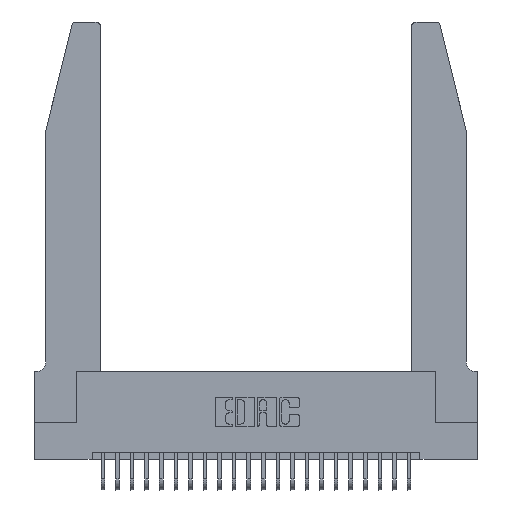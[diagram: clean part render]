
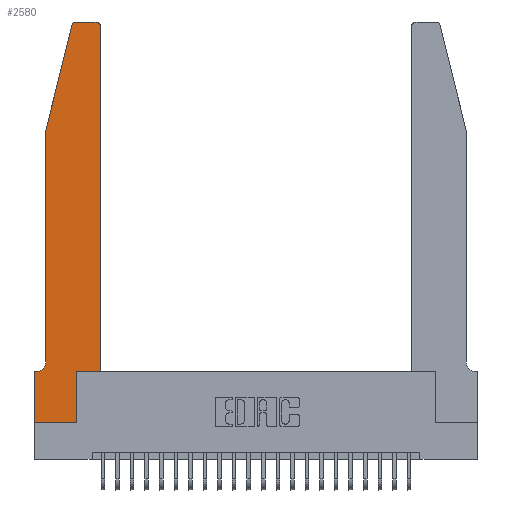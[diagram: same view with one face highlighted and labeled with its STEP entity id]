
A CAD part, top view. The second image highlights one B-rep face of the part: STEP entity #2580.
In plain terms, the highlighted planar face has unit normal (0, 0, 1).
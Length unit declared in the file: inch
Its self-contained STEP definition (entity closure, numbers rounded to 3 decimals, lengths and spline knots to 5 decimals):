
#162 = CARTESIAN_POINT ( 'NONE',  ( 0.2865, 0.35, 0.37 ) ) ;
#584 = CARTESIAN_POINT ( 'NONE',  ( 0.0755, 2., 0.37 ) ) ;
#643 = ORIENTED_EDGE ( 'NONE', *, *, #9488, .T. ) ;
#772 = ORIENTED_EDGE ( 'NONE', *, *, #11927, .T. ) ;
#966 = CARTESIAN_POINT ( 'NONE',  ( 0., 0.35, 0.37 ) ) ;
#1422 = LINE ( 'NONE', #10676, #16427 ) ;
#1891 = ORIENTED_EDGE ( 'NONE', *, *, #4690, .T. ) ;
#1900 = EDGE_CURVE ( 'NONE', #21773, #18623, #4111, .T. ) ;
#1934 = ORIENTED_EDGE ( 'NONE', *, *, #8306, .T. ) ;
#2093 = VERTEX_POINT ( 'NONE', #12620 ) ;
#2491 = VECTOR ( 'NONE', #17685, 39.37008 ) ;
#2580 = ADVANCED_FACE ( 'NONE', ( #14578 ), #22179, .T. ) ;
#3362 = ORIENTED_EDGE ( 'NONE', *, *, #23581, .T. ) ;
#3369 = DIRECTION ( 'NONE',  ( 1., 0., 0. ) ) ;
#3761 = EDGE_CURVE ( 'NONE', #25977, #20019, #12633, .T. ) ;
#3816 = CARTESIAN_POINT ( 'NONE',  ( 0.284, 2.72, 0.37 ) ) ;
#4111 = LINE ( 'NONE', #11925, #2491 ) ;
#4253 = CARTESIAN_POINT ( 'NONE',  ( 0.4505, 0.35, 0.37 ) ) ;
#4690 = EDGE_CURVE ( 'NONE', #26241, #25977, #1422, .T. ) ;
#5004 = DIRECTION ( 'NONE',  ( 0., 0., 1. ) ) ;
#5559 = ORIENTED_EDGE ( 'NONE', *, *, #9131, .T. ) ;
#5596 = CARTESIAN_POINT ( 'NONE',  ( 0.4505, 2.72, 0.37 ) ) ;
#5658 = CIRCLE ( 'NONE', #12273, 0.03 ) ;
#6091 = VECTOR ( 'NONE', #25912, 39.37008 ) ;
#6371 = LINE ( 'NONE', #8220, #15250 ) ;
#6418 = VECTOR ( 'NONE', #9769, 39.37008 ) ;
#6444 = VERTEX_POINT ( 'NONE', #23187 ) ;
#6449 = DIRECTION ( 'NONE',  ( 0., -1., 0. ) ) ;
#6546 = CARTESIAN_POINT ( 'NONE',  ( 0., 0.35, 0.37 ) ) ;
#6997 = LINE ( 'NONE', #14767, #17173 ) ;
#7537 = DIRECTION ( 'NONE',  ( -1., 0., 0. ) ) ;
#8220 = CARTESIAN_POINT ( 'NONE',  ( 0., 0., 0.37 ) ) ;
#8306 = EDGE_CURVE ( 'NONE', #18623, #14920, #11494, .T. ) ;
#8581 = LINE ( 'NONE', #14847, #6418 ) ;
#9072 = CARTESIAN_POINT ( 'NONE',  ( 0.0755, 0.42, 0.37 ) ) ;
#9131 = EDGE_CURVE ( 'NONE', #20019, #2093, #8581, .T. ) ;
#9488 = EDGE_CURVE ( 'NONE', #21018, #26103, #13694, .T. ) ;
#9769 = DIRECTION ( 'NONE',  ( -1., 0., 0. ) ) ;
#9871 = CARTESIAN_POINT ( 'NONE',  ( 0.0055, 0.35, 0.37 ) ) ;
#10676 = CARTESIAN_POINT ( 'NONE',  ( 0.4505, 0.35, 0.37 ) ) ;
#11013 = EDGE_CURVE ( 'NONE', #26103, #23520, #26298, .T. ) ;
#11494 = LINE ( 'NONE', #19784, #6091 ) ;
#11925 = CARTESIAN_POINT ( 'NONE',  ( 0., 0., 0.37 ) ) ;
#11927 = EDGE_CURVE ( 'NONE', #14920, #26241, #16354, .T. ) ;
#12273 = AXIS2_PLACEMENT_3D ( 'NONE', #3816, #15971, #22025 ) ;
#12620 = CARTESIAN_POINT ( 'NONE',  ( 0.284, 2.75, 0.37 ) ) ;
#12633 = CIRCLE ( 'NONE', #16700, 0.03 ) ;
#12676 = CARTESIAN_POINT ( 'NONE',  ( 0.0055, 0.42, 0.37 ) ) ;
#13491 = CARTESIAN_POINT ( 'NONE',  ( 0., 0., 0.37 ) ) ;
#13523 = CARTESIAN_POINT ( 'NONE',  ( 0.4505, 0.35, 0.37 ) ) ;
#13654 = ORIENTED_EDGE ( 'NONE', *, *, #17721, .T. ) ;
#13694 = CIRCLE ( 'NONE', #16087, 0.07 ) ;
#14291 = VECTOR ( 'NONE', #14869, 39.37008 ) ;
#14435 = DIRECTION ( 'NONE',  ( 0., -1., 0. ) ) ;
#14578 = FACE_OUTER_BOUND ( 'NONE', #15677, .T. ) ;
#14702 = DIRECTION ( 'NONE',  ( 0., 0., -1. ) ) ;
#14767 = CARTESIAN_POINT ( 'NONE',  ( 0.0755, 2., 0.37 ) ) ;
#14847 = CARTESIAN_POINT ( 'NONE',  ( 0.2605, 2.75, 0.37 ) ) ;
#14869 = DIRECTION ( 'NONE',  ( -0.239, -0.971, 0. ) ) ;
#14918 = LINE ( 'NONE', #584, #14291 ) ;
#14920 = VERTEX_POINT ( 'NONE', #162 ) ;
#15087 = DIRECTION ( 'NONE',  ( 0., 0., 1. ) ) ;
#15250 = VECTOR ( 'NONE', #14435, 39.37008 ) ;
#15342 = CARTESIAN_POINT ( 'NONE',  ( 0.4205, 2.72, 0.37 ) ) ;
#15677 = EDGE_LOOP ( 'NONE', ( #5559, #19891, #23039, #13654, #643, #17680, #3362, #16199, #1934, #772, #1891, #20077 ) ) ;
#15693 = VECTOR ( 'NONE', #3369, 39.37008 ) ;
#15872 = CARTESIAN_POINT ( 'NONE',  ( 0.2865, 0., 0.37 ) ) ;
#15971 = DIRECTION ( 'NONE',  ( 0., 0., 1. ) ) ;
#16087 = AXIS2_PLACEMENT_3D ( 'NONE', #12676, #14702, #22853 ) ;
#16199 = ORIENTED_EDGE ( 'NONE', *, *, #1900, .T. ) ;
#16354 = LINE ( 'NONE', #13523, #15693 ) ;
#16427 = VECTOR ( 'NONE', #16964, 39.37008 ) ;
#16700 = AXIS2_PLACEMENT_3D ( 'NONE', #15342, #15087, #23339 ) ;
#16712 = CARTESIAN_POINT ( 'NONE',  ( 0.0755, 0.35, 0.37 ) ) ;
#16964 = DIRECTION ( 'NONE',  ( 0., 1., 0. ) ) ;
#17173 = VECTOR ( 'NONE', #6449, 39.37008 ) ;
#17680 = ORIENTED_EDGE ( 'NONE', *, *, #11013, .T. ) ;
#17685 = DIRECTION ( 'NONE',  ( 1., 0., 0. ) ) ;
#17721 = EDGE_CURVE ( 'NONE', #6444, #21018, #6997, .T. ) ;
#18169 = EDGE_CURVE ( 'NONE', #2093, #18813, #5658, .T. ) ;
#18623 = VERTEX_POINT ( 'NONE', #15872 ) ;
#18712 = CARTESIAN_POINT ( 'NONE',  ( 0.25487, 2.72718, 0.37 ) ) ;
#18813 = VERTEX_POINT ( 'NONE', #18712 ) ;
#19784 = CARTESIAN_POINT ( 'NONE',  ( 0.2865, 0.35, 0.37 ) ) ;
#19891 = ORIENTED_EDGE ( 'NONE', *, *, #18169, .T. ) ;
#20019 = VERTEX_POINT ( 'NONE', #26015 ) ;
#20077 = ORIENTED_EDGE ( 'NONE', *, *, #3761, .T. ) ;
#21018 = VERTEX_POINT ( 'NONE', #9072 ) ;
#21773 = VERTEX_POINT ( 'NONE', #13491 ) ;
#22025 = DIRECTION ( 'NONE',  ( 1., 0., 0. ) ) ;
#22179 = PLANE ( 'NONE',  #26006 ) ;
#22853 = DIRECTION ( 'NONE',  ( -1., 0., 0. ) ) ;
#23039 = ORIENTED_EDGE ( 'NONE', *, *, #23738, .T. ) ;
#23187 = CARTESIAN_POINT ( 'NONE',  ( 0.0755, 2., 0.37 ) ) ;
#23339 = DIRECTION ( 'NONE',  ( 1., 0., 0. ) ) ;
#23520 = VERTEX_POINT ( 'NONE', #6546 ) ;
#23581 = EDGE_CURVE ( 'NONE', #23520, #21773, #6371, .T. ) ;
#23738 = EDGE_CURVE ( 'NONE', #18813, #6444, #14918, .T. ) ;
#24093 = VECTOR ( 'NONE', #7537, 39.37008 ) ;
#25445 = DIRECTION ( 'NONE',  ( 1., 0., 0. ) ) ;
#25912 = DIRECTION ( 'NONE',  ( 0., 1., 0. ) ) ;
#25977 = VERTEX_POINT ( 'NONE', #5596 ) ;
#26006 = AXIS2_PLACEMENT_3D ( 'NONE', #966, #5004, #25445 ) ;
#26015 = CARTESIAN_POINT ( 'NONE',  ( 0.4205, 2.75, 0.37 ) ) ;
#26103 = VERTEX_POINT ( 'NONE', #9871 ) ;
#26241 = VERTEX_POINT ( 'NONE', #4253 ) ;
#26298 = LINE ( 'NONE', #16712, #24093 ) ;
